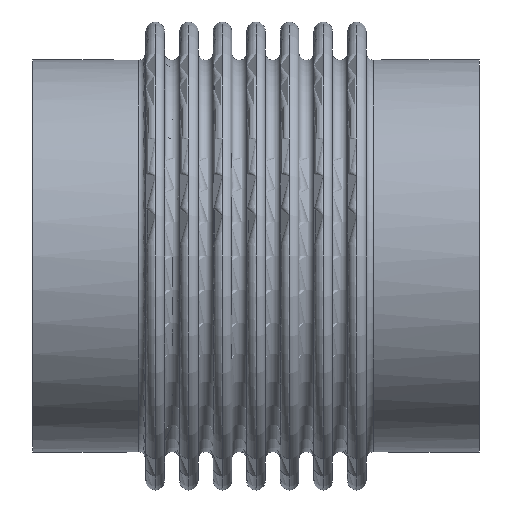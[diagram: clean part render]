
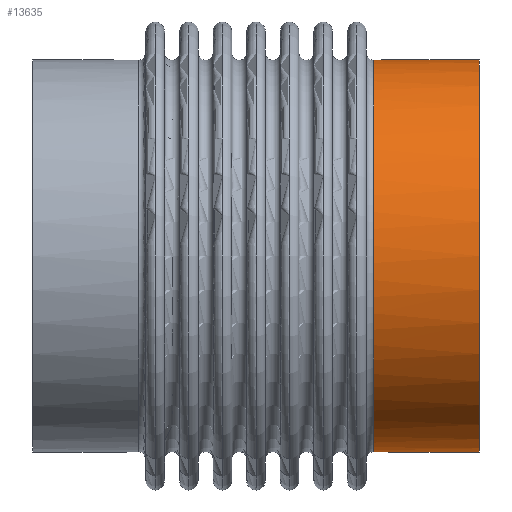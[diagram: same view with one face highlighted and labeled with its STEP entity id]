
A CAD part, front view. The second image highlights one B-rep face of the part: STEP entity #13635.
In plain terms, the highlighted cylindrical face has radius 109.75 mm (diameter 219.5 mm), a full revolution.
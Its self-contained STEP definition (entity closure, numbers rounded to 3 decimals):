
#13572=CARTESIAN_POINT('',(65.8,92.095,-59.695));
#13573=VERTEX_POINT('',#13572);
#13574=CARTESIAN_POINT('',(65.8,0.,0.));
#13575=DIRECTION('',(1.,-0.,-0.));
#13576=DIRECTION('',(-0.,0.,-1.));
#13577=AXIS2_PLACEMENT_3D('',#13574,#13575,#13576);
#13578=CIRCLE('',#13577,109.75);
#13579=EDGE_CURVE('NONE',#13573,#13573,#13578,.T.);
#13584=CARTESIAN_POINT('',(65.8,0.,0.));
#13585=DIRECTION('',(1.,-0.,-0.));
#13586=DIRECTION('',(-0.,0.839,-0.544));
#13587=AXIS2_PLACEMENT_3D('',#13584,#13585,#13586);
#13588=CYLINDRICAL_SURFACE('',#13587,109.75);
#13589=CARTESIAN_POINT('',(125.,92.095,-59.695));
#13590=VERTEX_POINT('',#13589);
#13591=CARTESIAN_POINT('',(125.,92.095,-59.695));
#13592=DIRECTION('',(-1.,0.,0.));
#13593=VECTOR('',#13592,59.2);
#13594=LINE('',#13591,#13593);
#13595=EDGE_CURVE('',#13590,#13573,#13594,.T.);
#13596=ORIENTED_EDGE('',*,*,#13595,.T.);
#13597=ORIENTED_EDGE('',*,*,#13579,.T.);
#13598=ORIENTED_EDGE('',*,*,#13595,.F.);
#13599=CARTESIAN_POINT('',(125.,-95.046,-54.875));
#13600=VERTEX_POINT('',#13599);
#13601=CARTESIAN_POINT('',(125.,0.,0.));
#13602=DIRECTION('',(1.,-0.,-0.));
#13603=DIRECTION('',(0.,0.,1.));
#13604=AXIS2_PLACEMENT_3D('',#13601,#13602,#13603);
#13605=CIRCLE('',#13604,109.75);
#13606=EDGE_CURVE('',#13600,#13590,#13605,.T.);
#13607=ORIENTED_EDGE('',*,*,#13606,.F.);
#13608=CARTESIAN_POINT('',(125.,0.,109.75));
#13609=VERTEX_POINT('',#13608);
#13610=CARTESIAN_POINT('',(125.,0.,0.));
#13611=DIRECTION('',(1.,-0.,-0.));
#13612=DIRECTION('',(0.,0.,1.));
#13613=AXIS2_PLACEMENT_3D('',#13610,#13611,#13612);
#13614=CIRCLE('',#13613,109.75);
#13615=EDGE_CURVE('',#13609,#13600,#13614,.T.);
#13616=ORIENTED_EDGE('',*,*,#13615,.F.);
#13617=CARTESIAN_POINT('',(125.,95.046,-54.875));
#13618=VERTEX_POINT('',#13617);
#13619=CARTESIAN_POINT('',(125.,0.,0.));
#13620=DIRECTION('',(1.,-0.,-0.));
#13621=DIRECTION('',(0.,0.,1.));
#13622=AXIS2_PLACEMENT_3D('',#13619,#13620,#13621);
#13623=CIRCLE('',#13622,109.75);
#13624=EDGE_CURVE('',#13618,#13609,#13623,.T.);
#13625=ORIENTED_EDGE('',*,*,#13624,.F.);
#13626=CARTESIAN_POINT('',(125.,0.,0.));
#13627=DIRECTION('',(1.,-0.,-0.));
#13628=DIRECTION('',(0.,0.,1.));
#13629=AXIS2_PLACEMENT_3D('',#13626,#13627,#13628);
#13630=CIRCLE('',#13629,109.75);
#13631=EDGE_CURVE('',#13590,#13618,#13630,.T.);
#13632=ORIENTED_EDGE('',*,*,#13631,.F.);
#13633=EDGE_LOOP('',(#13596,#13597,#13598,#13607,#13616,#13625,#13632));
#13634=FACE_BOUND('',#13633,.T.);
#13635=ADVANCED_FACE('NONE',(#13634),#13588,.T.);
